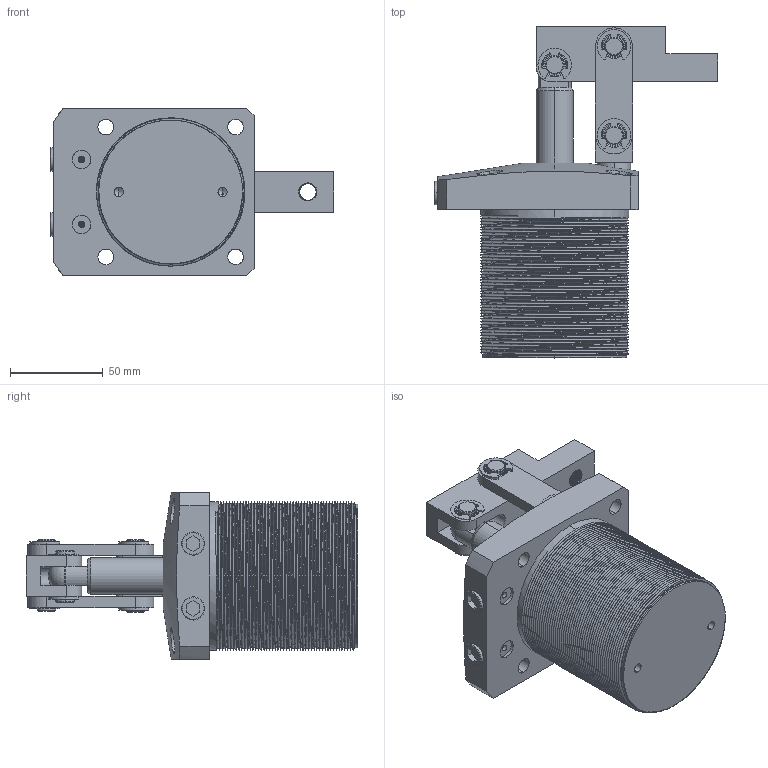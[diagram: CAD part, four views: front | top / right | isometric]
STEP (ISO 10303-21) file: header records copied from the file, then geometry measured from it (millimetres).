
FILE_DESCRIPTION (( 'STEP AP203' ), '1' );
FILE_NAME ('LHC01D-63.STEP', '2021-01-20T08:05:15', ( 'User' ), ( 'china' ), 'SwSTEP 2.0', 'SolidWorks 2018', '' );
FILE_SCHEMA (( 'CONFIG_CONTROL_DESIGN' ));
Length unit declared in the file: millimetre
Products named in the file (37): LHC01D-63-01; LHC01D63掛极; CPLCU-63-02; CPLCU-50-08_3; LHC01D-63-07; CPLCU-63-01; CPLCU-63-05; CPLCU-63-04; CPLCU-63-03; M4ningjin_8; 黑芛_13; LHC01D-63
Assembly tree (25 placements, depth 2):
  LHC01D-63-01
  LHC01D63掛极
  CPLCU-50-08_3
  LHC01D-63-07
  CPLCU-63-01
Bounding box: 153 x 179 x 90 mm (x, y, z)
Volume: 579745.8 mm3; surface area: 138583.7 mm2
Topology: 25 solids, 26 shells, 1210 faces, 3829 edges, 2697 vertices
Faces by surface type: cylinder 665, plane 198, cone 184, bspline 161, sphere 2
Entity records: 160310 total; most frequent: CARTESIAN_POINT 134354, ORIENTED_EDGE 6078, EDGE_CURVE 3039, DIRECTION 2710, VERTEX_POINT 2190, B_SPLINE_CURVE_WITH_KNOTS 2066, AXIS2_PLACEMENT_3D 1009, EDGE_LOOP 963
